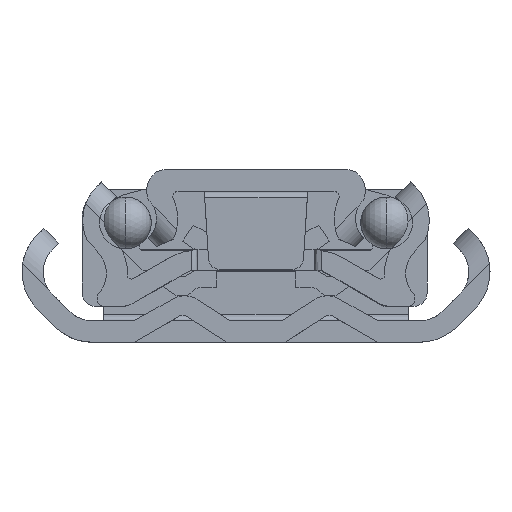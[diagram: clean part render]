
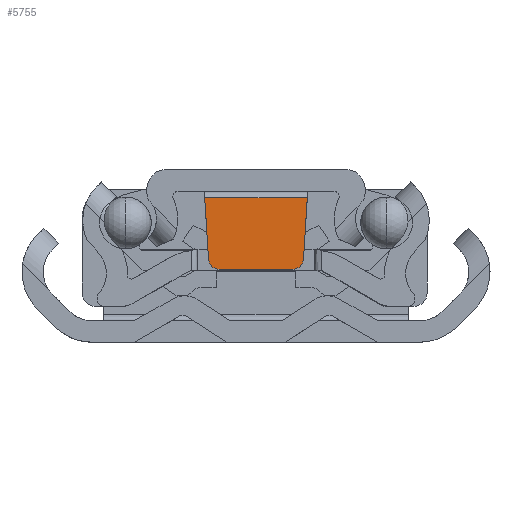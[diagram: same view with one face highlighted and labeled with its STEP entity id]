
A CAD part, left-side view. The second image highlights one B-rep face of the part: STEP entity #5755.
In plain terms, the highlighted planar face has unit normal (-1, 0, 0).
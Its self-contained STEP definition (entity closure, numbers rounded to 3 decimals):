
#99 = LINE ( 'NONE', #172, #2575 ) ;
#172 = CARTESIAN_POINT ( 'NONE',  ( 4.4, -3.175, -0.198 ) ) ;
#237 = ORIENTED_EDGE ( 'NONE', *, *, #3103, .F. ) ;
#314 = PLANE ( 'NONE',  #1071 ) ;
#516 = EDGE_CURVE ( 'NONE', #8698, #768, #5463, .T. ) ;
#656 = LINE ( 'NONE', #1779, #1203 ) ;
#768 = VERTEX_POINT ( 'NONE', #12156 ) ;
#1017 = CARTESIAN_POINT ( 'NONE',  ( 4.4, -2.78, 6.298 ) ) ;
#1071 = AXIS2_PLACEMENT_3D ( 'NONE', #9804, #6537, #9738 ) ;
#1121 = ORIENTED_EDGE ( 'NONE', *, *, #516, .F. ) ;
#1203 = VECTOR ( 'NONE', #4978, 1000. ) ;
#1779 = CARTESIAN_POINT ( 'NONE',  ( 4.4, 0., 5.498 ) ) ;
#2418 = FACE_OUTER_BOUND ( 'NONE', #5091, .T. ) ;
#2506 = DIRECTION ( 'NONE',  ( 1., 0., 0. ) ) ;
#2561 = VECTOR ( 'NONE', #8517, 1000. ) ;
#2575 = VECTOR ( 'NONE', #7424, 1000. ) ;
#2909 = DIRECTION ( 'NONE',  ( 1., 0., 0. ) ) ;
#2976 = EDGE_CURVE ( 'NONE', #8858, #11238, #4333, .T. ) ;
#3103 = EDGE_CURVE ( 'NONE', #13448, #5220, #8346, .T. ) ;
#3145 = CARTESIAN_POINT ( 'NONE',  ( 4.4, 3.581, 6.248 ) ) ;
#3365 = CARTESIAN_POINT ( 'NONE',  ( 4.4, 3.902, 10.898 ) ) ;
#3802 = CARTESIAN_POINT ( 'NONE',  ( 4.4, -3.869, 10.898 ) ) ;
#4333 = LINE ( 'NONE', #3365, #2561 ) ;
#4355 = AXIS2_PLACEMENT_3D ( 'NONE', #1017, #2909, #7438 ) ;
#4658 = ORIENTED_EDGE ( 'NONE', *, *, #2976, .T. ) ;
#4964 = EDGE_CURVE ( 'NONE', #5220, #11238, #10177, .T. ) ;
#4978 = DIRECTION ( 'NONE',  ( 0., 1., 0. ) ) ;
#5091 = EDGE_LOOP ( 'NONE', ( #9564, #4658, #7356, #237, #8040, #1121 ) ) ;
#5220 = VERTEX_POINT ( 'NONE', #3145 ) ;
#5463 = CIRCLE ( 'NONE', #4355, 0.8 ) ;
#5755 = ADVANCED_FACE ( 'NONE', ( #2418 ), #314, .F. ) ;
#5852 = CARTESIAN_POINT ( 'NONE',  ( 4.4, 3.178, -0.199 ) ) ;
#6537 = DIRECTION ( 'NONE',  ( 1., 0., 0. ) ) ;
#6761 = CARTESIAN_POINT ( 'NONE',  ( 4.4, 2.782, 6.298 ) ) ;
#7290 = CARTESIAN_POINT ( 'NONE',  ( 4.4, 2.782, 5.498 ) ) ;
#7356 = ORIENTED_EDGE ( 'NONE', *, *, #4964, .F. ) ;
#7367 = EDGE_CURVE ( 'NONE', #8698, #8858, #99, .T. ) ;
#7424 = DIRECTION ( 'NONE',  ( 0., -0.062, 0.998 ) ) ;
#7438 = DIRECTION ( 'NONE',  ( 0., 0., -1. ) ) ;
#7796 = CARTESIAN_POINT ( 'NONE',  ( 4.4, 3.871, 10.898 ) ) ;
#8040 = ORIENTED_EDGE ( 'NONE', *, *, #10193, .F. ) ;
#8346 = CIRCLE ( 'NONE', #9674, 0.8 ) ;
#8517 = DIRECTION ( 'NONE',  ( 0., 1., 0. ) ) ;
#8698 = VERTEX_POINT ( 'NONE', #11827 ) ;
#8858 = VERTEX_POINT ( 'NONE', #3802 ) ;
#9564 = ORIENTED_EDGE ( 'NONE', *, *, #7367, .T. ) ;
#9674 = AXIS2_PLACEMENT_3D ( 'NONE', #6761, #2506, #12125 ) ;
#9738 = DIRECTION ( 'NONE',  ( 0., 0., -1. ) ) ;
#9804 = CARTESIAN_POINT ( 'NONE',  ( 4.4, 0., 0. ) ) ;
#10177 = LINE ( 'NONE', #5852, #12387 ) ;
#10193 = EDGE_CURVE ( 'NONE', #768, #13448, #656, .T. ) ;
#10249 = DIRECTION ( 'NONE',  ( 0., 0.062, 0.998 ) ) ;
#11238 = VERTEX_POINT ( 'NONE', #7796 ) ;
#11827 = CARTESIAN_POINT ( 'NONE',  ( 4.4, -3.578, 6.248 ) ) ;
#12125 = DIRECTION ( 'NONE',  ( 0., 0., -1. ) ) ;
#12156 = CARTESIAN_POINT ( 'NONE',  ( 4.4, -2.78, 5.498 ) ) ;
#12387 = VECTOR ( 'NONE', #10249, 1000. ) ;
#13448 = VERTEX_POINT ( 'NONE', #7290 ) ;
